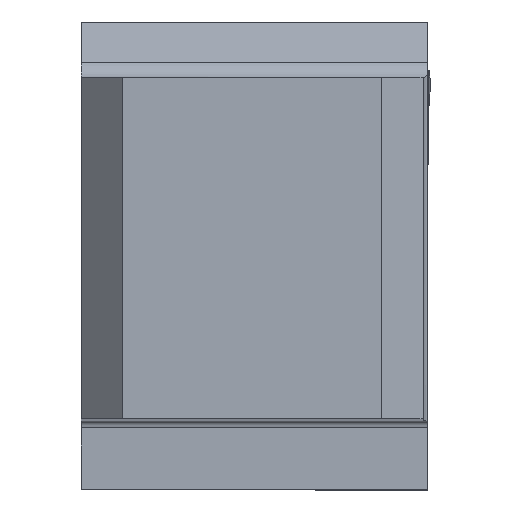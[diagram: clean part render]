
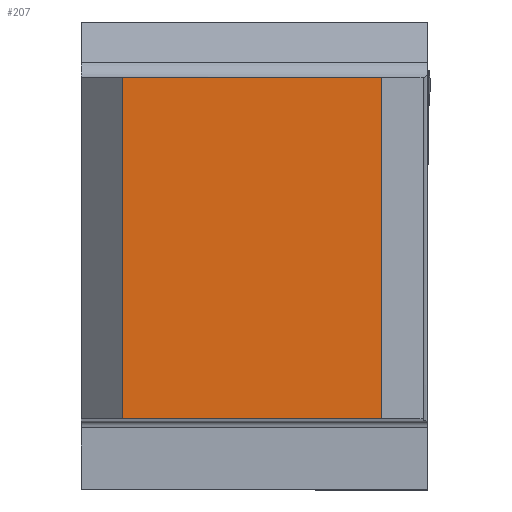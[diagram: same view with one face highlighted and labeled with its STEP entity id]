
A CAD part, top view. The second image highlights one B-rep face of the part: STEP entity #207.
In plain terms, the highlighted planar face has unit normal (0, 0, 1).
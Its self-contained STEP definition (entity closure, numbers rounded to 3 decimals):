
#207=ADVANCED_FACE('CU_BACK_SU1',(#336),#293,.F.);
#293=PLANE('',#1898);
#336=FACE_OUTER_BOUND('',#423,.T.);
#423=EDGE_LOOP('',(#840,#841,#842,#843));
#525=LINE('',#2620,#673);
#526=LINE('',#2623,#674);
#527=LINE('',#2625,#675);
#528=LINE('',#2627,#676);
#673=VECTOR('',#2098,1.);
#674=VECTOR('',#2099,1.);
#675=VECTOR('',#2100,1.);
#676=VECTOR('',#2101,1.);
#840=ORIENTED_EDGE('',*,*,#1488,.F.);
#841=ORIENTED_EDGE('',*,*,#1489,.T.);
#842=ORIENTED_EDGE('',*,*,#1490,.T.);
#843=ORIENTED_EDGE('',*,*,#1491,.F.);
#1322=VERTEX_POINT('',#2621);
#1323=VERTEX_POINT('',#2622);
#1324=VERTEX_POINT('',#2624);
#1325=VERTEX_POINT('',#2626);
#1488=EDGE_CURVE('',#1322,#1323,#525,.T.);
#1489=EDGE_CURVE('',#1322,#1324,#526,.T.);
#1490=EDGE_CURVE('',#1324,#1325,#527,.T.);
#1491=EDGE_CURVE('',#1323,#1325,#528,.T.);
#1898=AXIS2_PLACEMENT_3D('',#2628,#2102,#2103);
#2098=DIRECTION('',(0.,1.,0.));
#2099=DIRECTION('',(1.,0.,0.));
#2100=DIRECTION('',(0.,1.,0.));
#2101=DIRECTION('',(1.,0.,0.));
#2102=DIRECTION('',(0.,0.,-1.));
#2103=DIRECTION('',(-1.,0.,0.));
#2620=CARTESIAN_POINT('',(3.,0.,0.));
#2621=CARTESIAN_POINT('',(3.,0.,0.));
#2622=CARTESIAN_POINT('',(3.,24.925,0.));
#2623=CARTESIAN_POINT('',(-110.,0.,0.));
#2624=CARTESIAN_POINT('',(21.925,0.,0.));
#2625=CARTESIAN_POINT('',(21.925,0.,0.));
#2626=CARTESIAN_POINT('',(21.925,24.925,0.));
#2627=CARTESIAN_POINT('',(-110.,24.925,0.));
#2628=CARTESIAN_POINT('',(48.804,44.925,0.));
